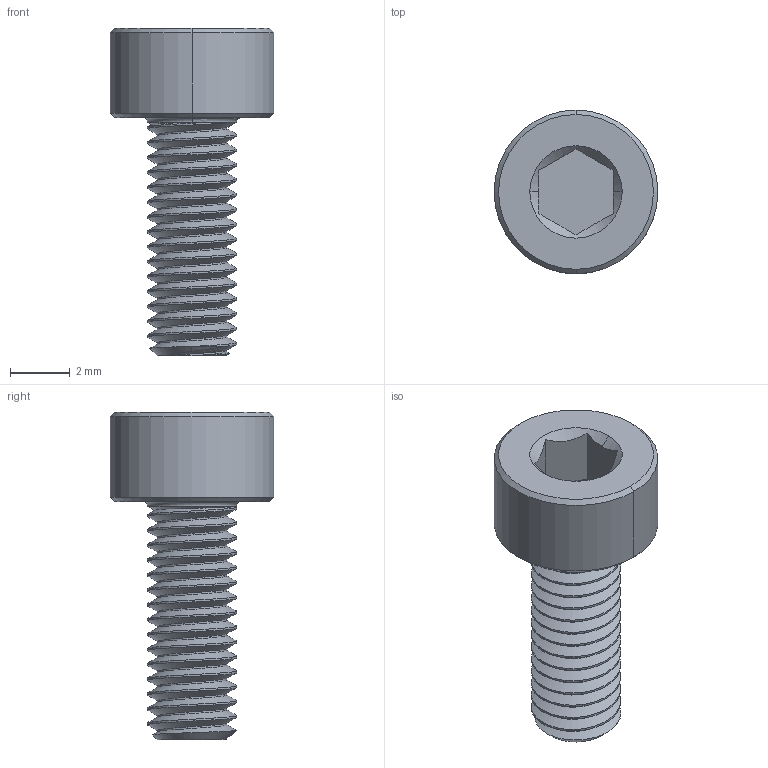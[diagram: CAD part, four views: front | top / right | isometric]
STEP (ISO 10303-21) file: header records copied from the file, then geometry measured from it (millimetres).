
FILE_DESCRIPTION (( 'STEP AP203' ), '1' );
FILE_NAME ('91290A113_Alloy Steel Socket Head Screw.STEP', '2023-01-11T17:17:30', ( 'Administrator' ), ( 'Managed by Terraform' ), 'SwSTEP 2.0', 'SolidWorks 2017', '' );
FILE_SCHEMA (( 'CONFIG_CONTROL_DESIGN' ));
Length unit declared in the file: millimetre
Products named in the file (1): 91290A113_Alloy Steel Socket Head Screw
Bounding box: 5.5 x 5.5 x 11 mm (x, y, z)
Volume: 105.2 mm3; surface area: 225.9 mm2
Topology: 1 solids, 1 shells, 60 faces, 158 edges, 102 vertices
Faces by surface type: cylinder 33, cone 12, plane 10, bspline 3, torus 2
Entity records: 3761 total; most frequent: CARTESIAN_POINT 2422, ORIENTED_EDGE 316, DIRECTION 214, EDGE_CURVE 158, VERTEX_POINT 102, AXIS2_PLACEMENT_3D 80, EDGE_LOOP 62, ADVANCED_FACE 60
